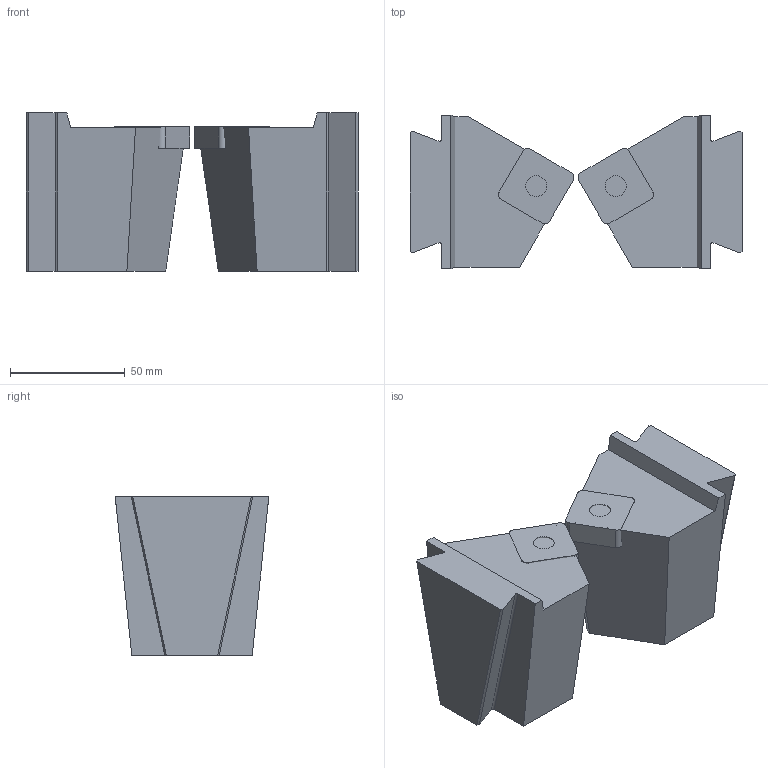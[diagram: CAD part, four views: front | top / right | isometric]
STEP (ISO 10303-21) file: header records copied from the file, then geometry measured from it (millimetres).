
FILE_DESCRIPTION(/* description */ (''),/* implementation_level */ '2;1');
FILE_NAME(/* name */ 'KHSSBCL25_SIM.stp',/* time_stamp */ '2022-12-07T09:35:10+01:00',/* author */ (''),/* organization */ (''),/* preprocessor_version */ 'ST-DEVELOPER v18.102',/* originating_system */ 'SIEMENS PLM Software NX 2027',/* authorisation */ '');
FILE_SCHEMA (('AUTOMOTIVE_DESIGN { 1 0 10303 214 3 1 1 1 }'));
Length unit declared in the file: millimetre
Products named in the file (1): model1
Bounding box: 144.78 x 67 x 69 mm (x, y, z)
Volume: 360286.3 mm3; surface area: 46151.2 mm2
Topology: 4 solids, 4 shells, 58 faces, 150 edges, 100 vertices
Faces by surface type: plane 44, cylinder 14
Full cylindrical faces by diameter (mm): 9.12 x2
Entity records: 1802 total; most frequent: CARTESIAN_POINT 307, ORIENTED_EDGE 296, DIRECTION 294, EDGE_CURVE 148, LINE 120, VECTOR 120, VERTEX_POINT 100, AXIS2_PLACEMENT_3D 87
